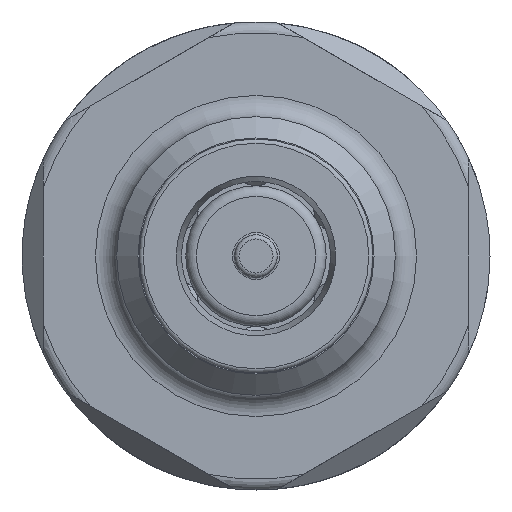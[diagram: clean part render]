
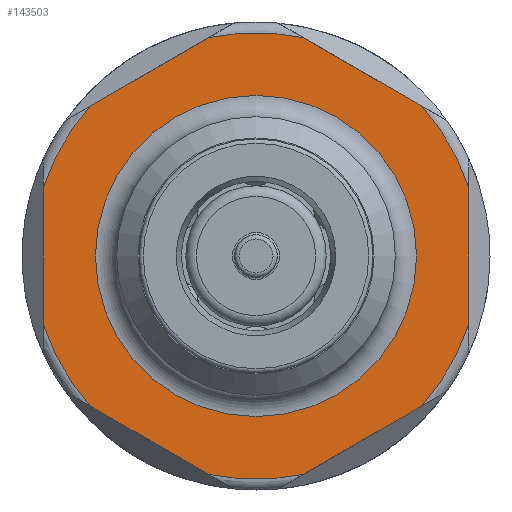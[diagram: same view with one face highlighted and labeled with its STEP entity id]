
A CAD part, left-side view. The second image highlights one B-rep face of the part: STEP entity #143503.
In plain terms, the highlighted planar face has unit normal (-1, 0, 0).
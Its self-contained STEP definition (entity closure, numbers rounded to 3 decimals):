
#131088=CARTESIAN_POINT('',(0.,10.,-3.202));
#131089=VERTEX_POINT('',#131088);
#131115=CARTESIAN_POINT('',(0.,10.,3.202));
#131116=VERTEX_POINT('',#131115);
#131117=CARTESIAN_POINT('',(0.,10.,3.202));
#131118=DIRECTION('',(0.0,0.0,-1.0));
#131119=VECTOR('',#131118,6.403);
#131120=LINE('',#131117,#131119);
#131121=EDGE_CURVE('',#131116,#131089,#131120,.T.);
#143337=CARTESIAN_POINT('',(0.,2.227,-10.261));
#143338=VERTEX_POINT('',#143337);
#143365=CARTESIAN_POINT('',(0.,-2.227,-10.261));
#143366=VERTEX_POINT('',#143365);
#143392=CARTESIAN_POINT('',(0.0,0.0,0.0));
#143393=DIRECTION('',(1.0,0.0,0.0));
#143394=DIRECTION('',(0.0,-1.0,0.0));
#143395=AXIS2_PLACEMENT_3D('',#143392,#143393,#143394);
#143396=CIRCLE('',#143395,10.5);
#143397=EDGE_CURVE('',#143366,#143338,#143396,.T.);
#143402=CARTESIAN_POINT('',(0.,-9.025,0.));
#143403=DIRECTION('',(-1.0,0.0,0.0));
#143404=DIRECTION('',(0.0,0.0,-1.0));
#143405=AXIS2_PLACEMENT_3D('',#143402,#143403,#143404);
#143406=PLANE('',#143405);
#143407=CARTESIAN_POINT('',(0.,7.773,-7.059));
#143408=VERTEX_POINT('',#143407);
#143409=CARTESIAN_POINT('',(0.,7.773,-7.059));
#143410=DIRECTION('',(0.,-0.866,-0.5));
#143411=VECTOR('',#143410,6.403);
#143412=LINE('',#143409,#143411);
#143413=EDGE_CURVE('',#143408,#143338,#143412,.T.);
#143414=ORIENTED_EDGE('',*,*,#143413,.T.);
#143415=ORIENTED_EDGE('',*,*,#143397,.F.);
#143416=CARTESIAN_POINT('',(0.,-7.773,-7.059));
#143417=VERTEX_POINT('',#143416);
#143418=CARTESIAN_POINT('',(0.,-2.227,-10.261));
#143419=DIRECTION('',(0.,-0.866,0.5));
#143420=VECTOR('',#143419,6.403);
#143421=LINE('',#143418,#143420);
#143422=EDGE_CURVE('',#143366,#143417,#143421,.T.);
#143423=ORIENTED_EDGE('',*,*,#143422,.T.);
#143424=CARTESIAN_POINT('',(0.,-10.,-3.202));
#143425=VERTEX_POINT('',#143424);
#143426=CARTESIAN_POINT('',(0.0,0.0,0.0));
#143427=DIRECTION('',(1.0,0.0,0.0));
#143428=DIRECTION('',(0.0,-1.0,0.0));
#143429=AXIS2_PLACEMENT_3D('',#143426,#143427,#143428);
#143430=CIRCLE('',#143429,10.5);
#143431=EDGE_CURVE('',#143425,#143417,#143430,.T.);
#143432=ORIENTED_EDGE('',*,*,#143431,.F.);
#143433=CARTESIAN_POINT('',(0.,-10.,3.202));
#143434=VERTEX_POINT('',#143433);
#143435=CARTESIAN_POINT('',(0.,-10.,-3.202));
#143436=DIRECTION('',(0.0,0.0,1.0));
#143437=VECTOR('',#143436,6.403);
#143438=LINE('',#143435,#143437);
#143439=EDGE_CURVE('',#143425,#143434,#143438,.T.);
#143440=ORIENTED_EDGE('',*,*,#143439,.T.);
#143441=CARTESIAN_POINT('',(0.,-7.773,7.059));
#143442=VERTEX_POINT('',#143441);
#143443=CARTESIAN_POINT('',(0.0,0.0,0.0));
#143444=DIRECTION('',(1.0,0.0,0.0));
#143445=DIRECTION('',(0.0,-1.0,0.0));
#143446=AXIS2_PLACEMENT_3D('',#143443,#143444,#143445);
#143447=CIRCLE('',#143446,10.5);
#143448=EDGE_CURVE('',#143442,#143434,#143447,.T.);
#143449=ORIENTED_EDGE('',*,*,#143448,.F.);
#143450=CARTESIAN_POINT('',(0.,-2.227,10.261));
#143451=VERTEX_POINT('',#143450);
#143452=CARTESIAN_POINT('',(0.,-7.773,7.059));
#143453=DIRECTION('',(0.,0.866,0.5));
#143454=VECTOR('',#143453,6.403);
#143455=LINE('',#143452,#143454);
#143456=EDGE_CURVE('',#143442,#143451,#143455,.T.);
#143457=ORIENTED_EDGE('',*,*,#143456,.T.);
#143458=CARTESIAN_POINT('',(0.,2.227,10.261));
#143459=VERTEX_POINT('',#143458);
#143460=CARTESIAN_POINT('',(0.0,0.0,0.0));
#143461=DIRECTION('',(1.0,0.0,0.0));
#143462=DIRECTION('',(0.0,-1.0,0.0));
#143463=AXIS2_PLACEMENT_3D('',#143460,#143461,#143462);
#143464=CIRCLE('',#143463,10.5);
#143465=EDGE_CURVE('',#143459,#143451,#143464,.T.);
#143466=ORIENTED_EDGE('',*,*,#143465,.F.);
#143467=CARTESIAN_POINT('',(0.,7.773,7.059));
#143468=VERTEX_POINT('',#143467);
#143469=CARTESIAN_POINT('',(0.,2.227,10.261));
#143470=DIRECTION('',(0.,0.866,-0.5));
#143471=VECTOR('',#143470,6.403);
#143472=LINE('',#143469,#143471);
#143473=EDGE_CURVE('',#143459,#143468,#143472,.T.);
#143474=ORIENTED_EDGE('',*,*,#143473,.T.);
#143475=CARTESIAN_POINT('',(0.0,0.0,0.0));
#143476=DIRECTION('',(1.0,0.0,0.0));
#143477=DIRECTION('',(0.0,-1.0,0.0));
#143478=AXIS2_PLACEMENT_3D('',#143475,#143476,#143477);
#143479=CIRCLE('',#143478,10.5);
#143480=EDGE_CURVE('',#131116,#143468,#143479,.T.);
#143481=ORIENTED_EDGE('',*,*,#143480,.F.);
#143482=ORIENTED_EDGE('',*,*,#131121,.T.);
#143483=CARTESIAN_POINT('',(0.0,0.0,0.0));
#143484=DIRECTION('',(1.0,0.0,0.0));
#143485=DIRECTION('',(0.0,-1.0,0.0));
#143486=AXIS2_PLACEMENT_3D('',#143483,#143484,#143485);
#143487=CIRCLE('',#143486,10.5);
#143488=EDGE_CURVE('',#143408,#131089,#143487,.T.);
#143489=ORIENTED_EDGE('',*,*,#143488,.F.);
#143490=EDGE_LOOP('',(#143414,#143415,#143423,#143432,#143440,#143449,#143457,#143466,#143474,#143481,#143482,#143489));
#143491=FACE_OUTER_BOUND('',#143490,.T.);
#143492=CARTESIAN_POINT('',(0.,-7.55,0.));
#143493=VERTEX_POINT('',#143492);
#143494=CARTESIAN_POINT('',(0.0,0.0,0.0));
#143495=DIRECTION('',(1.0,0.0,0.0));
#143496=DIRECTION('',(0.0,-1.0,0.0));
#143497=AXIS2_PLACEMENT_3D('',#143494,#143495,#143496);
#143498=CIRCLE('',#143497,7.55);
#143499=EDGE_CURVE('',#143493,#143493,#143498,.T.);
#143500=ORIENTED_EDGE('',*,*,#143499,.T.);
#143501=EDGE_LOOP('',(#143500));
#143502=FACE_BOUND('',#143501,.T.);
#143503=ADVANCED_FACE('',(#143491,#143502),#143406,.T.);
